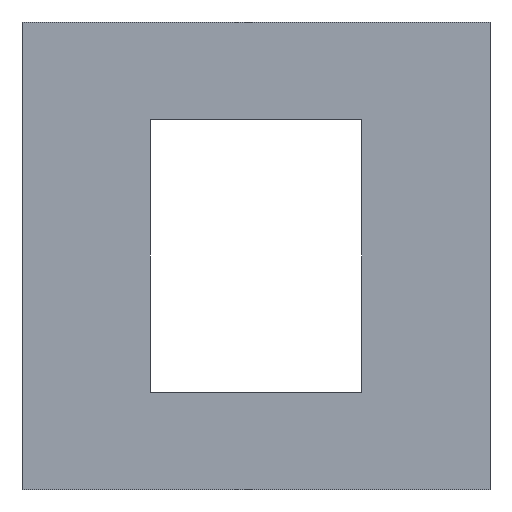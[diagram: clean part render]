
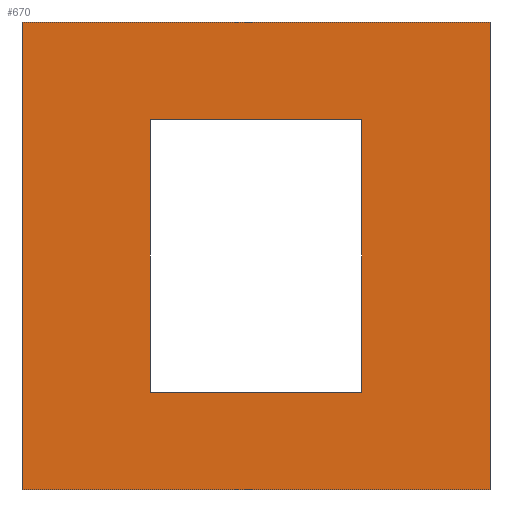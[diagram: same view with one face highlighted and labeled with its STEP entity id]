
A CAD part, left-side view. The second image highlights one B-rep face of the part: STEP entity #670.
In plain terms, the highlighted planar face has unit normal (-1, 0, 0).
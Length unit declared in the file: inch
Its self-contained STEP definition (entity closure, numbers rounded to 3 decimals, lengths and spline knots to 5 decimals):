
#26=FACE_BOUND('',#254,.T.);
#44=PLANE('',#738);
#88=LINE('',#1275,#146);
#90=LINE('',#1279,#148);
#92=LINE('',#1283,#150);
#94=LINE('',#1286,#152);
#96=LINE('',#1291,#154);
#98=LINE('',#1295,#156);
#100=LINE('',#1299,#158);
#102=LINE('',#1302,#160);
#146=VECTOR('',#876,0.3937);
#148=VECTOR('',#880,0.3937);
#150=VECTOR('',#884,0.3937);
#152=VECTOR('',#888,0.3937);
#154=VECTOR('',#892,0.3937);
#156=VECTOR('',#896,0.3937);
#158=VECTOR('',#900,0.3937);
#160=VECTOR('',#904,0.3937);
#210=FACE_OUTER_BOUND('',#253,.T.);
#253=EDGE_LOOP('',(#619,#620,#621,#622));
#254=EDGE_LOOP('',(#623,#624,#625,#626));
#337=VERTEX_POINT('',#1272);
#338=VERTEX_POINT('',#1274);
#339=VERTEX_POINT('',#1278);
#340=VERTEX_POINT('',#1282);
#341=VERTEX_POINT('',#1288);
#342=VERTEX_POINT('',#1290);
#343=VERTEX_POINT('',#1294);
#344=VERTEX_POINT('',#1298);
#424=EDGE_CURVE('',#338,#337,#88,.T.);
#426=EDGE_CURVE('',#339,#338,#90,.T.);
#428=EDGE_CURVE('',#340,#339,#92,.T.);
#430=EDGE_CURVE('',#337,#340,#94,.T.);
#432=EDGE_CURVE('',#342,#341,#96,.T.);
#434=EDGE_CURVE('',#343,#342,#98,.T.);
#436=EDGE_CURVE('',#344,#343,#100,.T.);
#438=EDGE_CURVE('',#341,#344,#102,.T.);
#619=ORIENTED_EDGE('',*,*,#438,.T.);
#620=ORIENTED_EDGE('',*,*,#436,.T.);
#621=ORIENTED_EDGE('',*,*,#434,.T.);
#622=ORIENTED_EDGE('',*,*,#432,.T.);
#623=ORIENTED_EDGE('',*,*,#430,.T.);
#624=ORIENTED_EDGE('',*,*,#428,.T.);
#625=ORIENTED_EDGE('',*,*,#426,.T.);
#626=ORIENTED_EDGE('',*,*,#424,.T.);
#670=ADVANCED_FACE('',(#210,#26),#44,.T.);
#738=AXIS2_PLACEMENT_3D('',#1303,#905,#906);
#876=DIRECTION('',(0.,0.,1.));
#880=DIRECTION('',(0.,1.,0.));
#884=DIRECTION('',(0.,0.,-1.));
#888=DIRECTION('',(0.,-1.,0.));
#892=DIRECTION('',(0.,-1.,0.));
#896=DIRECTION('',(0.,0.,-1.));
#900=DIRECTION('',(0.,1.,0.));
#904=DIRECTION('',(0.,0.,1.));
#905=DIRECTION('center_axis',(-1.,0.,0.));
#906=DIRECTION('ref_axis',(0.,0.,1.));
#1272=CARTESIAN_POINT('',(-1.625,1.5075,29.65449));
#1274=CARTESIAN_POINT('',(-1.625,1.5075,28.34551));
#1275=CARTESIAN_POINT('',(-1.625,1.5075,28.34551));
#1278=CARTESIAN_POINT('',(-1.625,0.4925,28.34551));
#1279=CARTESIAN_POINT('',(-1.625,0.4925,28.34551));
#1282=CARTESIAN_POINT('',(-1.625,0.4925,29.65449));
#1283=CARTESIAN_POINT('',(-1.625,0.4925,29.65449));
#1286=CARTESIAN_POINT('',(-1.625,1.5075,29.65449));
#1288=CARTESIAN_POINT('',(-1.625,-0.125,27.875));
#1290=CARTESIAN_POINT('',(-1.625,2.125,27.875));
#1291=CARTESIAN_POINT('',(-1.625,2.125,27.875));
#1294=CARTESIAN_POINT('',(-1.625,2.125,30.125));
#1295=CARTESIAN_POINT('',(-1.625,2.125,30.125));
#1298=CARTESIAN_POINT('',(-1.625,-0.125,30.125));
#1299=CARTESIAN_POINT('',(-1.625,-0.125,30.125));
#1302=CARTESIAN_POINT('',(-1.625,-0.125,27.875));
#1303=CARTESIAN_POINT('Origin',(-1.625,1.,29.));
